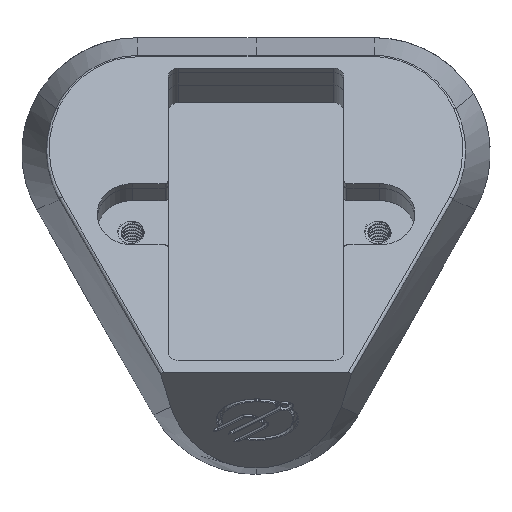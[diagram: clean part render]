
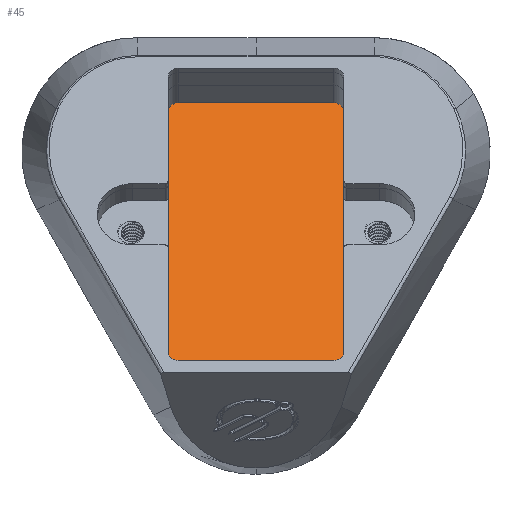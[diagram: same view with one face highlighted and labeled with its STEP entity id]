
A CAD part, top view. The second image highlights one B-rep face of the part: STEP entity #45.
In plain terms, the highlighted planar face has unit normal (0, 0.5, 0.866).
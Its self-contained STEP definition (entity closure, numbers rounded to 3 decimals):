
#45=ADVANCED_FACE('',(#278),#3438,.T.);
#278=FACE_OUTER_BOUND('',#511,.T.);
#511=EDGE_LOOP('',(#788,#789,#790,#791,#792,#793,#794,#795));
#788=ORIENTED_EDGE('',*,*,#1822,.F.);
#789=ORIENTED_EDGE('',*,*,#1845,.F.);
#790=ORIENTED_EDGE('',*,*,#1821,.F.);
#791=ORIENTED_EDGE('',*,*,#1840,.F.);
#792=ORIENTED_EDGE('',*,*,#1820,.F.);
#793=ORIENTED_EDGE('',*,*,#1831,.F.);
#794=ORIENTED_EDGE('',*,*,#1819,.F.);
#795=ORIENTED_EDGE('',*,*,#1825,.F.);
#1819=EDGE_CURVE('',#2992,#2994,#2607,.T.);
#1820=EDGE_CURVE('',#2995,#2996,#2608,.T.);
#1821=EDGE_CURVE('',#2997,#2998,#2609,.T.);
#1822=EDGE_CURVE('',#2999,#2993,#2610,.T.);
#1825=EDGE_CURVE('',#2993,#2992,#2308,.T.);
#1831=EDGE_CURVE('',#2994,#2995,#2310,.T.);
#1840=EDGE_CURVE('',#2996,#2997,#2312,.T.);
#1845=EDGE_CURVE('',#2998,#2999,#2314,.T.);
#2308=TRIMMED_CURVE($,#2448,(#17009),(#17010),.T.,.CARTESIAN.);
#2310=TRIMMED_CURVE($,#2450,(#17023),(#17024),.T.,.CARTESIAN.);
#2312=TRIMMED_CURVE($,#2452,(#17043),(#17044),.T.,.CARTESIAN.);
#2314=TRIMMED_CURVE($,#2454,(#17055),(#17056),.T.,.CARTESIAN.);
#2448=CIRCLE('',#3678,0.7);
#2450=CIRCLE('',#3680,0.7);
#2452=CIRCLE('',#3682,0.7);
#2454=CIRCLE('',#3684,0.7);
#2607=B_SPLINE_CURVE_WITH_KNOTS('',1,(#16993,#16994),.UNSPECIFIED.,.F.,
 .F.,(2,2),(9.296,20.05),.UNSPECIFIED.);
#2608=B_SPLINE_CURVE_WITH_KNOTS('',1,(#16995,#16996,#16997),
 .UNSPECIFIED.,.F.,.F.,(2,1,2),(20.372,28.703,42.358),
 .UNSPECIFIED.);
#2609=B_SPLINE_CURVE_WITH_KNOTS('',1,(#16998,#16999),.UNSPECIFIED.,.F.,
 .F.,(2,2),(42.679,53.433),.UNSPECIFIED.);
#2610=B_SPLINE_CURVE_WITH_KNOTS('',1,(#17000,#17001,#17002),
 .UNSPECIFIED.,.F.,.F.,(2,1,2),(53.755,62.086,75.741),
 .UNSPECIFIED.);
#2992=VERTEX_POINT('',#16512);
#2993=VERTEX_POINT('',#16513);
#2994=VERTEX_POINT('',#16514);
#2995=VERTEX_POINT('',#16515);
#2996=VERTEX_POINT('',#16516);
#2997=VERTEX_POINT('',#16517);
#2998=VERTEX_POINT('',#16518);
#2999=VERTEX_POINT('',#16519);
#3438=PLANE('',#3523);
#3523=AXIS2_PLACEMENT_3D('',#4416,#3837,$);
#3678=AXIS2_PLACEMENT_3D($,#17008,#3993,#3994);
#3680=AXIS2_PLACEMENT_3D($,#17022,#3997,#3998);
#3682=AXIS2_PLACEMENT_3D($,#17042,#4001,#4002);
#3684=AXIS2_PLACEMENT_3D($,#17054,#4005,#4006);
#3837=DIRECTION('',(0.,0.5,0.866));
#3993=DIRECTION('',(0.,-0.5,-0.866));
#3994=DIRECTION('',(1.,0.,0.));
#3997=DIRECTION('',(0.,-0.5,-0.866));
#3998=DIRECTION('',(0.,-0.866,0.5));
#4001=DIRECTION('',(0.,-0.5,-0.866));
#4002=DIRECTION('',(-1.,0.,0.));
#4005=DIRECTION('',(0.,-0.5,-0.866));
#4006=DIRECTION('',(0.,0.866,-0.5));
#4416=CARTESIAN_POINT('',(79.07,-48.478,12.885));
#16512=CARTESIAN_POINT('',(78.251,-48.28,12.771));
#16513=CARTESIAN_POINT('',(78.951,-47.674,12.421));
#16514=CARTESIAN_POINT('',(67.745,-48.28,12.771));
#16515=CARTESIAN_POINT('',(67.045,-47.674,12.421));
#16516=CARTESIAN_POINT('',(67.045,-29.072,1.681));
#16517=CARTESIAN_POINT('',(67.745,-28.466,1.331));
#16518=CARTESIAN_POINT('',(78.251,-28.466,1.331));
#16519=CARTESIAN_POINT('',(78.951,-29.072,1.681));
#16993=CARTESIAN_POINT('',(78.251,-48.28,12.771));
#16994=CARTESIAN_POINT('',(67.745,-48.28,12.771));
#16995=CARTESIAN_POINT('',(67.045,-47.674,12.421));
#16996=CARTESIAN_POINT('',(67.045,-40.624,8.351));
#16997=CARTESIAN_POINT('',(67.045,-29.072,1.681));
#16998=CARTESIAN_POINT('',(67.745,-28.466,1.331));
#16999=CARTESIAN_POINT('',(78.251,-28.466,1.331));
#17000=CARTESIAN_POINT('',(78.951,-29.072,1.681));
#17001=CARTESIAN_POINT('',(78.951,-36.121,5.751));
#17002=CARTESIAN_POINT('',(78.951,-47.674,12.421));
#17008=CARTESIAN_POINT('',(78.251,-47.674,12.421));
#17009=CARTESIAN_POINT('',(78.951,-47.674,12.421));
#17010=CARTESIAN_POINT('',(78.251,-48.28,12.771));
#17022=CARTESIAN_POINT('',(67.745,-47.674,12.421));
#17023=CARTESIAN_POINT('',(67.745,-48.28,12.771));
#17024=CARTESIAN_POINT('',(67.045,-47.674,12.421));
#17042=CARTESIAN_POINT('',(67.745,-29.072,1.681));
#17043=CARTESIAN_POINT('',(67.045,-29.072,1.681));
#17044=CARTESIAN_POINT('',(67.745,-28.466,1.331));
#17054=CARTESIAN_POINT('',(78.251,-29.072,1.681));
#17055=CARTESIAN_POINT('',(78.251,-28.466,1.331));
#17056=CARTESIAN_POINT('',(78.951,-29.072,1.681));
